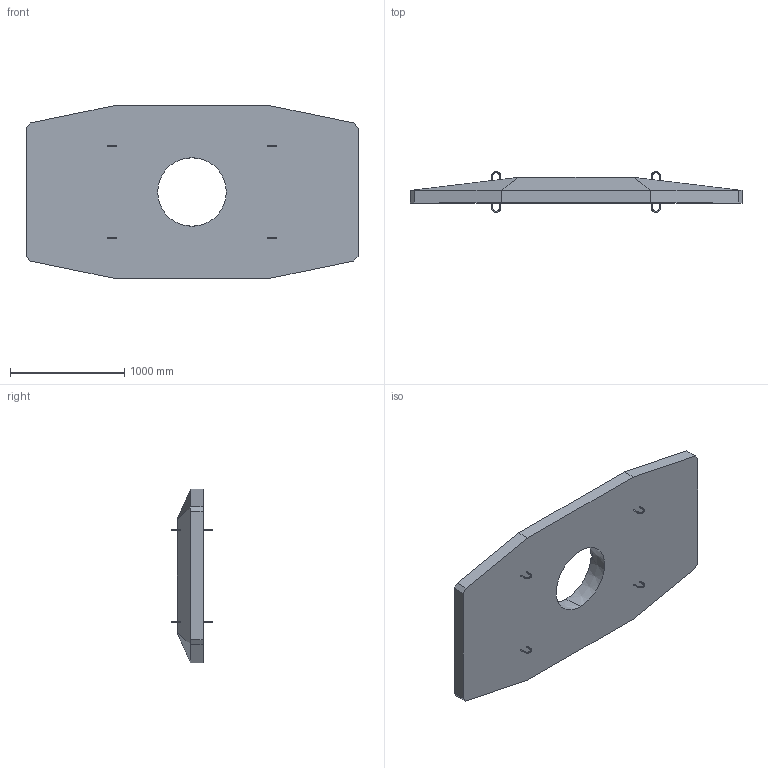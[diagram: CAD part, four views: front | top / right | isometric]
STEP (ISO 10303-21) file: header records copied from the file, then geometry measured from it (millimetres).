
FILE_DESCRIPTION (( 'STEP AP203' ), '1' );
FILE_NAME ('ÆÁÈ.3.07 Îïîðíàÿ ïëèòà ÎÏ-5.STEP', '2021-10-27T07:36:49', ( '' ), ( '' ), 'SwSTEP 2.0', 'SolidWorks 2018', '' );
FILE_SCHEMA (( 'CONFIG_CONTROL_DESIGN' ));
Length unit declared in the file: millimetre
Products named in the file (1): ÆÁÈ.3.07 Îïîðíàÿ ïëèòà ÎÏ-5
Bounding box: 2910 x 357.1 x 1525 mm (x, y, z)
Volume: 660519322.2 mm3; surface area: 9261320.4 mm2
Topology: 1 solids, 1 shells, 80 faces, 223 edges, 146 vertices
Faces by surface type: cylinder 32, plane 28, torus 16, cone 4
Entity records: 2768 total; most frequent: CARTESIAN_POINT 547, DIRECTION 473, ORIENTED_EDGE 446, EDGE_CURVE 223, AXIS2_PLACEMENT_3D 186, VERTEX_POINT 146, CIRCLE 105, VECTOR 101
